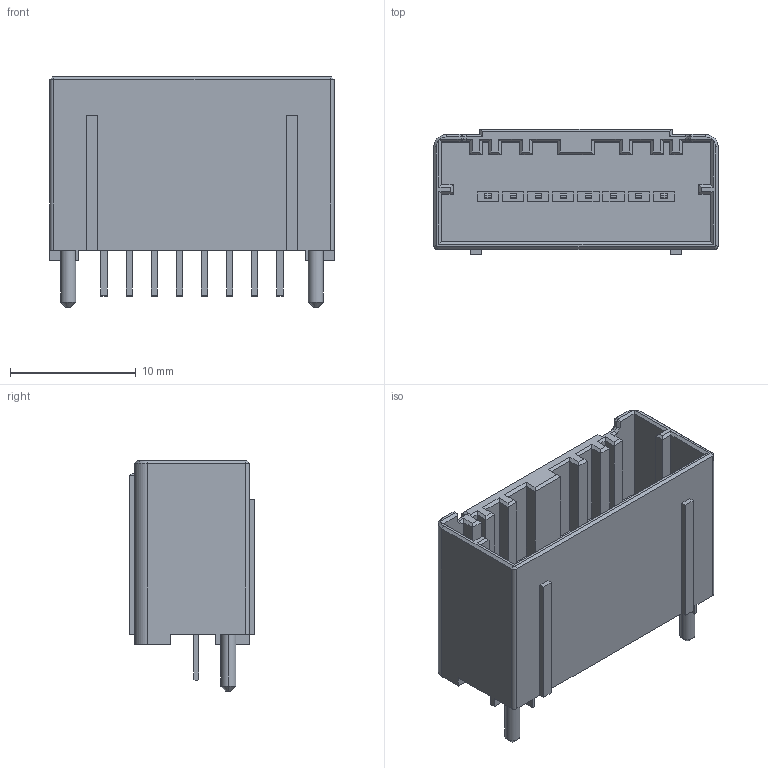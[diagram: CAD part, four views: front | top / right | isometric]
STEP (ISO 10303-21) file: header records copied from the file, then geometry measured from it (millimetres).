
FILE_DESCRIPTION (( 'STEP AP214' ), '1' );
FILE_NAME ('CONN-TH_347920081.step', '2022-08-03T16:47:43', ( '' ), ( '' ), 'SwSTEP 2.0', 'SolidWorks 2020', '' );
FILE_SCHEMA (( 'AUTOMOTIVE_DESIGN' ));
Length unit declared in the file: millimetre
Products named in the file (1): CONN-TH_347920081
Bounding box: 22.62 x 9.94 x 18.33 mm (x, y, z)
Volume: 1605.4 mm3; surface area: 2041.1 mm2
Topology: 14 solids, 14 shells, 619 faces, 1602 edges, 1042 vertices
Faces by surface type: plane 489, bspline 114, cone 8, cylinder 8
Entity records: 24634 total; most frequent: CARTESIAN_POINT 5638, ORIENTED_EDGE 3204, DIRECTION 2406, EDGE_CURVE 1602, VECTOR 1338, LINE 1338, VERTEX_POINT 1042, EDGE_LOOP 662
